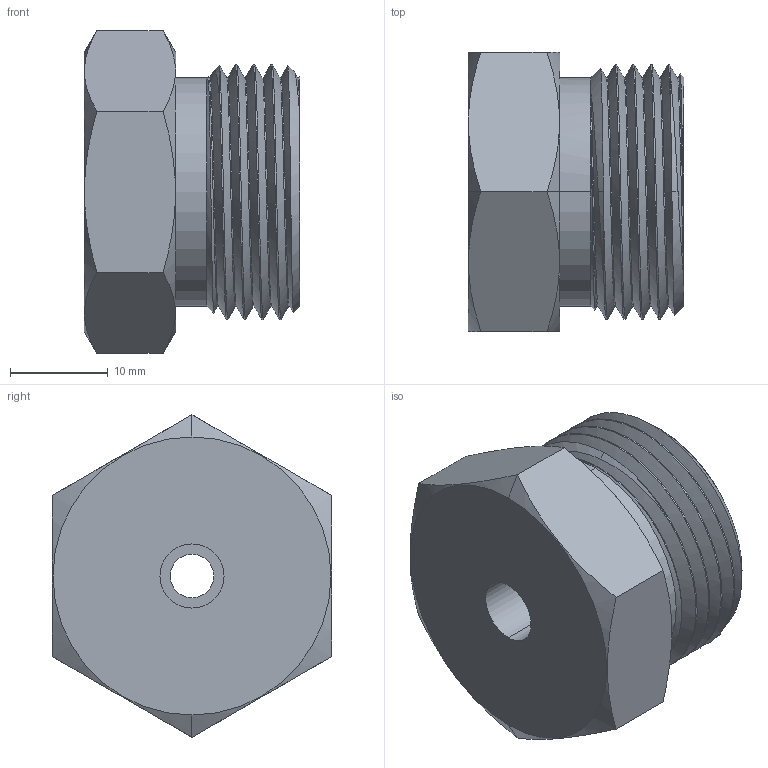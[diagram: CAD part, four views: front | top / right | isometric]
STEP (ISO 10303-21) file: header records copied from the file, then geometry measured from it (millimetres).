
FILE_DESCRIPTION (( 'STEP AP203' ), '1' );
FILE_NAME ('AD-660MSS-4W.STEP', '2025-08-07T13:16:26', ( '' ), ( '' ), 'SwSTEP 2.0', 'SolidWorks 2018', '' );
FILE_SCHEMA (( 'CONFIG_CONTROL_DESIGN' ));
Length unit declared in the file: inch
Products named in the file (1): AD-660MSS-4W
Bounding box: 22.1 x 28.57 x 33 mm (x, y, z)
Volume: 10962.4 mm3; surface area: 4376.5 mm2
Topology: 1 solids, 1 shells, 123 faces, 315 edges, 205 vertices
Faces by surface type: bspline 60, plane 29, cone 18, cylinder 16
Entity records: 10601 total; most frequent: CARTESIAN_POINT 7999, ORIENTED_EDGE 630, DIRECTION 316, EDGE_CURVE 315, VERTEX_POINT 205, B_SPLINE_CURVE_WITH_KNOTS 159, EDGE_LOOP 136, VECTOR 124
